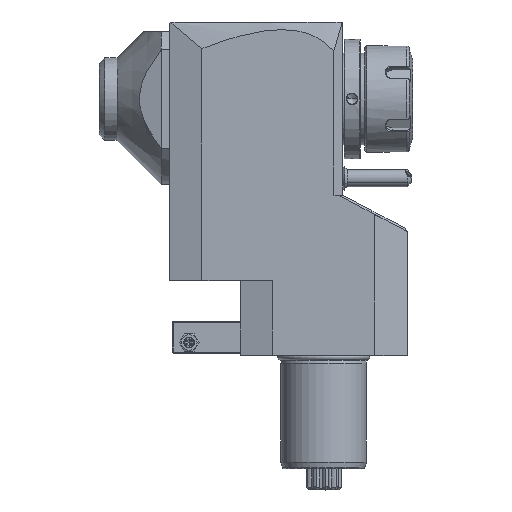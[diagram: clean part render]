
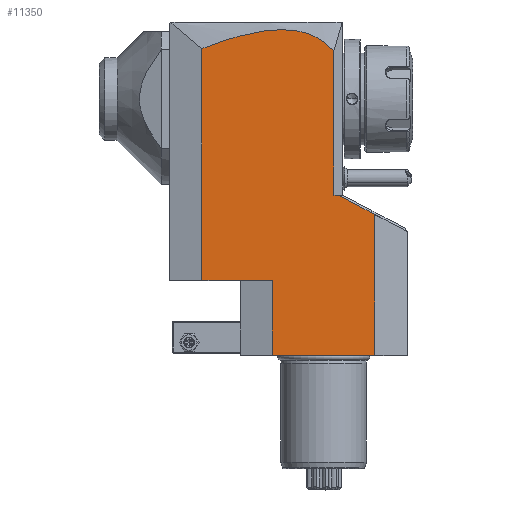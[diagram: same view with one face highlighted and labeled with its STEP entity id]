
A CAD part, top view. The second image highlights one B-rep face of the part: STEP entity #11350.
In plain terms, the highlighted planar face has unit normal (0, 0, 1).
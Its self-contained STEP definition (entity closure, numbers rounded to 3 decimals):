
#21=DIRECTION('',(-1.,0.,0.));
#22=VECTOR('',#21,48.);
#23=CARTESIAN_POINT('',(24.,0.,37.5));
#24=LINE('',#23,#22);
#187=DIRECTION('',(0.,-1.,0.));
#188=VECTOR('',#187,108.515);
#189=CARTESIAN_POINT('',(-57.,143.515,37.5));
#190=LINE('',#189,#188);
#210=CARTESIAN_POINT('',(4.8,142.483,37.5));
#211=CARTESIAN_POINT('',(4.565,142.74,37.5));
#212=CARTESIAN_POINT('',(4.093,143.242,37.5));
#213=CARTESIAN_POINT('',(3.378,143.954,37.5));
#214=CARTESIAN_POINT('',(2.655,144.63,37.5));
#215=CARTESIAN_POINT('',(1.924,145.27,37.5));
#216=CARTESIAN_POINT('',(1.183,145.877,37.5));
#217=CARTESIAN_POINT('',(0.432,146.453,37.5));
#218=CARTESIAN_POINT('',(-0.332,147.,37.5));
#219=CARTESIAN_POINT('',(-1.108,147.518,37.5));
#220=CARTESIAN_POINT('',(-1.899,148.009,37.5));
#221=CARTESIAN_POINT('',(-2.705,148.473,37.5));
#222=CARTESIAN_POINT('',(-3.529,148.912,37.5));
#223=CARTESIAN_POINT('',(-4.372,149.326,37.5));
#224=CARTESIAN_POINT('',(-5.235,149.715,37.5));
#225=CARTESIAN_POINT('',(-6.121,150.081,37.5));
#226=CARTESIAN_POINT('',(-7.031,150.422,37.5));
#227=CARTESIAN_POINT('',(-7.968,150.739,37.5));
#228=CARTESIAN_POINT('',(-8.935,151.032,37.5));
#229=CARTESIAN_POINT('',(-9.933,151.3,37.5));
#230=CARTESIAN_POINT('',(-10.965,151.543,37.5));
#231=CARTESIAN_POINT('',(-12.035,151.759,37.5));
#232=CARTESIAN_POINT('',(-13.147,151.948,37.5));
#233=CARTESIAN_POINT('',(-14.303,152.108,37.5));
#234=CARTESIAN_POINT('',(-15.508,152.238,37.5));
#235=CARTESIAN_POINT('',(-16.765,152.335,37.5));
#236=CARTESIAN_POINT('',(-18.079,152.399,37.5));
#237=CARTESIAN_POINT('',(-19.457,152.425,37.5));
#238=CARTESIAN_POINT('',(-20.905,152.411,37.5));
#239=CARTESIAN_POINT('',(-22.427,152.354,37.5));
#240=CARTESIAN_POINT('',(-24.032,152.25,37.5));
#241=CARTESIAN_POINT('',(-25.729,152.093,37.5));
#242=CARTESIAN_POINT('',(-27.524,151.879,37.5));
#243=CARTESIAN_POINT('',(-29.427,151.603,37.5));
#244=CARTESIAN_POINT('',(-31.455,151.255,37.5));
#245=CARTESIAN_POINT('',(-33.625,150.828,37.5));
#246=CARTESIAN_POINT('',(-35.952,150.311,37.5));
#247=CARTESIAN_POINT('',(-38.445,149.695,37.5));
#248=CARTESIAN_POINT('',(-41.109,148.971,37.5));
#249=CARTESIAN_POINT('',(-43.951,148.131,37.5));
#250=CARTESIAN_POINT('',(-46.964,147.17,37.5));
#251=CARTESIAN_POINT('',(-50.142,146.085,37.5));
#252=CARTESIAN_POINT('',(-53.481,144.875,37.5));
#253=CARTESIAN_POINT('',(-55.81,143.983,37.5));
#254=CARTESIAN_POINT('',(-57.,143.515,37.5));
#256=DIRECTION('',(0.,-1.,0.));
#257=VECTOR('',#256,67.483);
#258=CARTESIAN_POINT('',(4.8,142.483,37.5));
#259=LINE('',#258,#257);
#260=DIRECTION('',(-0.883,0.469,0.));
#261=VECTOR('',#260,17.483);
#262=CARTESIAN_POINT('',(22.215,66.792,37.5));
#263=LINE('',#262,#261);
#264=DIRECTION('',(-0.883,0.469,0.));
#265=VECTOR('',#264,2.022);
#266=CARTESIAN_POINT('',(24.,65.843,37.5));
#267=LINE('',#266,#265);
#284=DIRECTION('',(1.,0.,0.));
#285=VECTOR('',#284,33.);
#286=CARTESIAN_POINT('',(-57.,35.,37.5));
#287=LINE('',#286,#285);
#288=DIRECTION('',(0.,-1.,0.));
#289=VECTOR('',#288,35.);
#290=CARTESIAN_POINT('',(-24.,35.,37.5));
#291=LINE('',#290,#289);
#2573=DIRECTION('',(1.,0.,0.));
#2574=VECTOR('',#2573,1.978);
#2575=CARTESIAN_POINT('',(4.8,75.,37.5));
#2576=LINE('',#2575,#2574);
#2629=DIRECTION('',(0.,1.,0.));
#2630=VECTOR('',#2629,65.843);
#2631=CARTESIAN_POINT('',(24.,0.,37.5));
#2632=LINE('',#2631,#2630);
#10435=CARTESIAN_POINT('',(6.778,75.,37.5));
#10437=VERTEX_POINT('',#10435);
#10483=VERTEX_POINT('',#210);
#10484=VERTEX_POINT('',#254);
#10511=CARTESIAN_POINT('',(4.8,75.,37.5));
#10512=VERTEX_POINT('',#10511);
#10888=CARTESIAN_POINT('',(-57.,35.,37.5));
#10890=VERTEX_POINT('',#10888);
#10897=CARTESIAN_POINT('',(24.,65.843,37.5));
#10899=VERTEX_POINT('',#10897);
#10911=CARTESIAN_POINT('',(24.,0.,37.5));
#10912=VERTEX_POINT('',#10911);
#10913=CARTESIAN_POINT('',(-24.,0.,37.5));
#10914=VERTEX_POINT('',#10913);
#11037=CARTESIAN_POINT('',(22.215,66.792,37.5));
#11038=VERTEX_POINT('',#11037);
#11171=CARTESIAN_POINT('',(-24.,35.,37.5));
#11172=VERTEX_POINT('',#11171);
#11325=CARTESIAN_POINT('',(-39.202,35.,37.5));
#11326=DIRECTION('',(0.,0.,1.));
#11327=DIRECTION('',(1.,0.,0.));
#11328=AXIS2_PLACEMENT_3D('',#11325,#11326,#11327);
#11329=PLANE('',#11328);
#11331=ORIENTED_EDGE('',*,*,#11330,.F.);
#11332=ORIENTED_EDGE('',*,*,#11311,.F.);
#11334=ORIENTED_EDGE('',*,*,#11333,.F.);
#11336=ORIENTED_EDGE('',*,*,#11335,.T.);
#11338=ORIENTED_EDGE('',*,*,#11337,.T.);
#11340=ORIENTED_EDGE('',*,*,#11339,.F.);
#11342=ORIENTED_EDGE('',*,*,#11341,.F.);
#11344=ORIENTED_EDGE('',*,*,#11343,.F.);
#11345=ORIENTED_EDGE('',*,*,#11188,.T.);
#11347=ORIENTED_EDGE('',*,*,#11346,.F.);
#11348=EDGE_LOOP('',(#11331,#11332,#11334,#11336,#11338,#11340,#11342,#11344,
#11345,#11347));
#11349=FACE_OUTER_BOUND('',#11348,.F.);
#255=B_SPLINE_CURVE_WITH_KNOTS('',3,(#210,#211,#212,#213,#214,#215,#216,#217,
#218,#219,#220,#221,#222,#223,#224,#225,#226,#227,#228,#229,#230,#231,#232,#233,
#234,#235,#236,#237,#238,#239,#240,#241,#242,#243,#244,#245,#246,#247,#248,#249,
#250,#251,#252,#253,#254),.UNSPECIFIED.,.F.,.F.,(4,1,1,1,1,1,1,1,1,1,1,1,1,1,1,
1,1,1,1,1,1,1,1,1,1,1,1,1,1,1,1,1,1,1,1,1,1,1,1,1,1,1,4),(0.,
0.024,0.048,0.071,0.095,
0.119,0.143,0.167,0.19,
0.214,0.238,0.262,0.286,
0.31,0.333,0.357,0.381,
0.405,0.429,0.452,0.476,0.5,
0.524,0.548,0.571,0.595,
0.619,0.643,0.667,0.69,
0.714,0.738,0.762,0.786,
0.81,0.833,0.857,0.881,
0.905,0.929,0.952,0.976,1.),
.UNSPECIFIED.);
#11188=EDGE_CURVE('',#10912,#10914,#24,.T.);
#11311=EDGE_CURVE('',#10484,#10890,#190,.T.);
#11330=EDGE_CURVE('',#10890,#11172,#287,.T.);
#11333=EDGE_CURVE('',#10483,#10484,#255,.T.);
#11335=EDGE_CURVE('',#10483,#10512,#259,.T.);
#11337=EDGE_CURVE('',#10512,#10437,#2576,.T.);
#11339=EDGE_CURVE('',#11038,#10437,#263,.T.);
#11341=EDGE_CURVE('',#10899,#11038,#267,.T.);
#11343=EDGE_CURVE('',#10912,#10899,#2632,.T.);
#11346=EDGE_CURVE('',#11172,#10914,#291,.T.);
#11350=ADVANCED_FACE('',(#11349),#11329,.T.);
